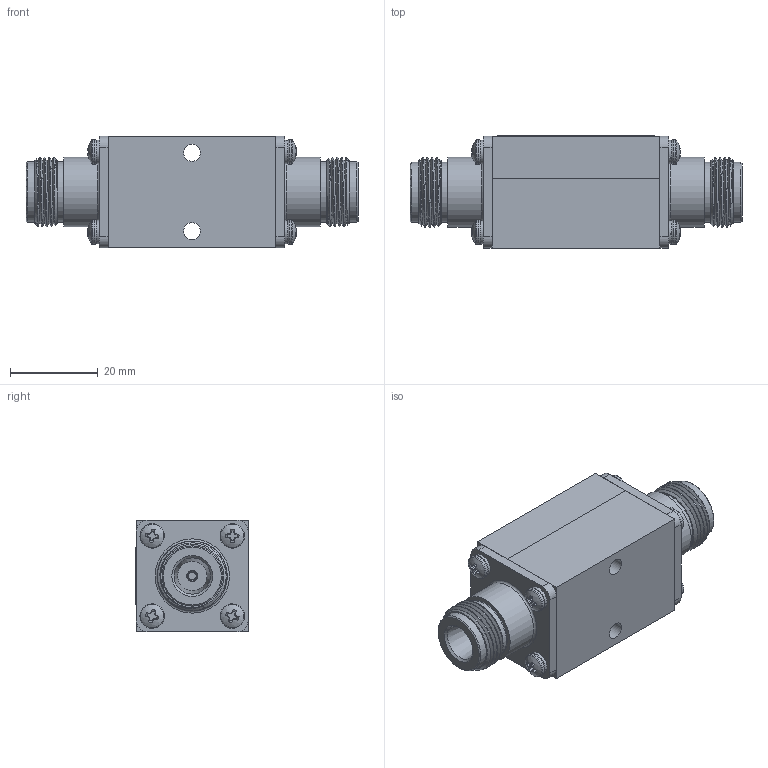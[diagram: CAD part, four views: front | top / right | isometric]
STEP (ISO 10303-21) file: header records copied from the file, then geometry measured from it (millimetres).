
FILE_DESCRIPTION (( 'STEP AP214' ), '1' );
FILE_NAME ('LM-150M5G-200CW-2KWPK-AGAL-NFF 3D MODEL.STEP', '2025-01-31T20:54:33', ( '' ), ( '' ), 'SwSTEP 2.0', 'SolidWorks 2024', '' );
FILE_SCHEMA (( 'AUTOMOTIVE_DESIGN' ));
Length unit declared in the file: inch
Products named in the file (1): LM-150M5G-200CW-2KWPK-AGAL-NFF 3D MODEL
Bounding box: 75.49 x 25.53 x 25.4 mm (x, y, z)
Volume: 32257.8 mm3; surface area: 17948.9 mm2
Topology: 29 solids, 29 shells, 971 faces, 3345 edges, 2617 vertices
Faces by surface type: plane 555, cylinder 254, cone 122, torus 20, bspline 12, sphere 8
Full cylindrical faces by diameter (mm): 0.889 x2, 1.016 x2, 1.27 x2, 1.397 x8, 1.524 x16, 1.778 x10, 2.261 x8, 2.54 x2, 2.565 x2, 2.845 x16, 3.175 x8, 3.556 x2, 3.861 x4, 4.572 x2, 5.334 x4, 5.563 x8, 6.731 x2, 11.909 x2, 13.716 x4, 15.875 x2
Entity records: 53839 total; most frequent: CARTESIAN_POINT 17709, ORIENTED_EDGE 6148, DIRECTION 4631, EDGE_CURVE 3074, VERTEX_POINT 2550, AXIS2_PLACEMENT_3D 1566, LINE 1499, VECTOR 1499
